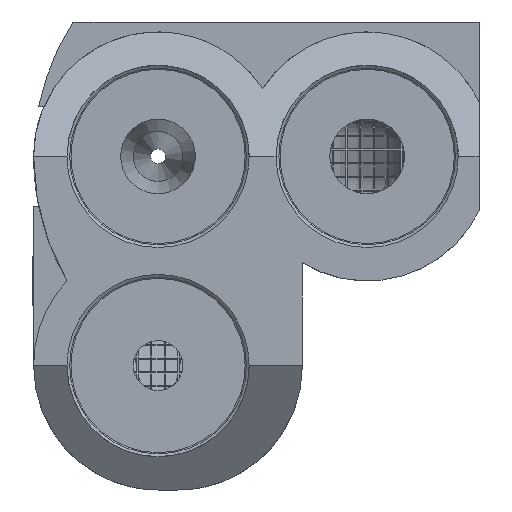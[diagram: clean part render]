
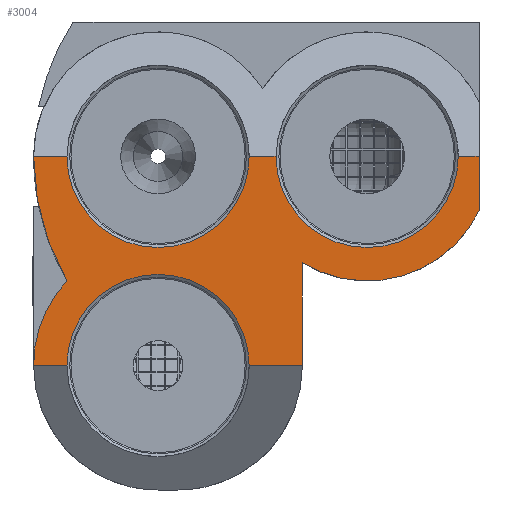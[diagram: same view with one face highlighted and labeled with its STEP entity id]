
A CAD part, front view. The second image highlights one B-rep face of the part: STEP entity #3004.
In plain terms, the highlighted planar face has unit normal (0, -1, 0).
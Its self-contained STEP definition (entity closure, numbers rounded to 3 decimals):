
#206=FACE_OUTER_BOUND('',#3893,.T.);
#706=LINE('',#15692,#1677);
#707=LINE('',#15694,#1678);
#708=LINE('',#15698,#1679);
#709=LINE('',#15700,#1680);
#710=LINE('',#15701,#1681);
#711=LINE('',#15702,#1682);
#712=LINE('',#15708,#1683);
#1677=VECTOR('',#12195,1.);
#1678=VECTOR('',#12196,1.);
#1679=VECTOR('',#12199,1.);
#1680=VECTOR('',#12200,1.);
#1681=VECTOR('',#12201,1.);
#1682=VECTOR('',#12202,1.);
#1683=VECTOR('',#12207,1.);
#2626=PLANE('',#11175);
#3004=ADVANCED_FACE('',(#206),#2626,.T.);
#3893=EDGE_LOOP('',(#5233,#5234,#5235,#5236,#5237,#5238,#5239,#5240,#5241,
#5242,#5243,#5244,#5245));
#4608=CIRCLE('',#11037,0.183);
#4617=CIRCLE('',#11051,0.183);
#4621=CIRCLE('',#11058,0.183);
#4713=CIRCLE('',#11172,0.25);
#4714=CIRCLE('',#11173,0.5);
#4715=CIRCLE('',#11174,0.25);
#5233=ORIENTED_EDGE('',*,*,#9425,.F.);
#5234=ORIENTED_EDGE('',*,*,#9426,.F.);
#5235=ORIENTED_EDGE('',*,*,#9427,.T.);
#5236=ORIENTED_EDGE('',*,*,#9428,.F.);
#5237=ORIENTED_EDGE('',*,*,#9429,.T.);
#5238=ORIENTED_EDGE('',*,*,#9193,.F.);
#5239=ORIENTED_EDGE('',*,*,#9430,.T.);
#5240=ORIENTED_EDGE('',*,*,#9203,.F.);
#5241=ORIENTED_EDGE('',*,*,#9431,.T.);
#5242=ORIENTED_EDGE('',*,*,#9432,.T.);
#5243=ORIENTED_EDGE('',*,*,#9433,.T.);
#5244=ORIENTED_EDGE('',*,*,#9434,.F.);
#5245=ORIENTED_EDGE('',*,*,#9208,.F.);
#8159=VERTEX_POINT('',#14724);
#8160=VERTEX_POINT('',#14725);
#8169=VERTEX_POINT('',#14748);
#8170=VERTEX_POINT('',#14749);
#8174=VERTEX_POINT('',#14760);
#8175=VERTEX_POINT('',#14761);
#8363=VERTEX_POINT('',#15693);
#8364=VERTEX_POINT('',#15695);
#8365=VERTEX_POINT('',#15697);
#8366=VERTEX_POINT('',#15699);
#8367=VERTEX_POINT('',#15703);
#8368=VERTEX_POINT('',#15705);
#8369=VERTEX_POINT('',#15707);
#9193=EDGE_CURVE('',#8159,#8160,#4608,.T.);
#9203=EDGE_CURVE('',#8169,#8170,#4617,.T.);
#9208=EDGE_CURVE('',#8174,#8175,#4621,.T.);
#9425=EDGE_CURVE('',#8363,#8174,#706,.T.);
#9426=EDGE_CURVE('',#8364,#8363,#707,.T.);
#9427=EDGE_CURVE('',#8364,#8365,#4713,.T.);
#9428=EDGE_CURVE('',#8366,#8365,#708,.T.);
#9429=EDGE_CURVE('',#8366,#8160,#709,.T.);
#9430=EDGE_CURVE('',#8159,#8170,#710,.T.);
#9431=EDGE_CURVE('',#8169,#8367,#711,.T.);
#9432=EDGE_CURVE('',#8367,#8368,#4714,.T.);
#9433=EDGE_CURVE('',#8368,#8369,#4715,.T.);
#9434=EDGE_CURVE('',#8175,#8369,#712,.T.);
#11037=AXIS2_PLACEMENT_3D('',#14723,#11897,#11898);
#11051=AXIS2_PLACEMENT_3D('',#14747,#11925,#11926);
#11058=AXIS2_PLACEMENT_3D('',#14759,#11939,#11940);
#11172=AXIS2_PLACEMENT_3D('',#15696,#12197,#12198);
#11173=AXIS2_PLACEMENT_3D('',#15704,#12203,#12204);
#11174=AXIS2_PLACEMENT_3D('',#15706,#12205,#12206);
#11175=AXIS2_PLACEMENT_3D('',#15709,#12208,#12209);
#11897=DIRECTION('',(0.,-1.,0.));
#11898=DIRECTION('',(1.,0.,0.));
#11925=DIRECTION('',(0.,-1.,0.));
#11926=DIRECTION('',(1.,0.,0.));
#11939=DIRECTION('',(0.,-1.,0.));
#11940=DIRECTION('',(1.,0.,0.));
#12195=DIRECTION('',(-1.,0.,0.));
#12196=DIRECTION('',(0.,0.,-1.));
#12197=DIRECTION('',(0.,-1.,0.));
#12198=DIRECTION('',(1.,0.,0.));
#12199=DIRECTION('',(0.,0.,-1.));
#12200=DIRECTION('',(-1.,0.,0.));
#12201=DIRECTION('',(-1.,0.,0.));
#12202=DIRECTION('',(-1.,0.,0.));
#12203=DIRECTION('',(0.,-1.,0.));
#12204=DIRECTION('',(1.,0.,0.));
#12205=DIRECTION('',(0.,-1.,0.));
#12206=DIRECTION('',(1.,0.,0.));
#12207=DIRECTION('',(-1.,0.,0.));
#12208=DIRECTION('',(0.,-1.,0.));
#12209=DIRECTION('',(0.,0.,-1.));
#14723=CARTESIAN_POINT('',(0.17,-0.966,0.));
#14724=CARTESIAN_POINT('',(-0.013,-0.966,0.));
#14725=CARTESIAN_POINT('',(0.353,-0.966,0.));
#14747=CARTESIAN_POINT('',(-0.25,-0.966,0.));
#14748=CARTESIAN_POINT('',(-0.433,-0.966,0.));
#14749=CARTESIAN_POINT('',(-0.067,-0.966,0.));
#14759=CARTESIAN_POINT('',(-0.25,-0.966,-0.42));
#14760=CARTESIAN_POINT('',(-0.067,-0.966,-0.42));
#14761=CARTESIAN_POINT('',(-0.433,-0.966,-0.42));
#15692=CARTESIAN_POINT('',(0.485,-0.966,-0.42));
#15693=CARTESIAN_POINT('',(0.04,-0.966,-0.42));
#15694=CARTESIAN_POINT('',(0.04,-0.966,-0.214));
#15695=CARTESIAN_POINT('',(0.04,-0.966,-0.214));
#15696=CARTESIAN_POINT('',(0.17,-0.966,0.));
#15697=CARTESIAN_POINT('',(0.395,-0.966,-0.109));
#15698=CARTESIAN_POINT('',(0.395,-0.966,0.818));
#15699=CARTESIAN_POINT('',(0.395,-0.966,0.));
#15700=CARTESIAN_POINT('',(0.485,-0.966,0.));
#15701=CARTESIAN_POINT('',(0.485,-0.966,0.));
#15702=CARTESIAN_POINT('',(0.485,-0.966,0.));
#15703=CARTESIAN_POINT('',(-0.5,-0.966,0.));
#15704=CARTESIAN_POINT('',(0.,-0.966,0.));
#15705=CARTESIAN_POINT('',(-0.433,-0.966,-0.25));
#15706=CARTESIAN_POINT('',(-0.25,-0.966,-0.42));
#15707=CARTESIAN_POINT('',(-0.5,-0.966,-0.42));
#15708=CARTESIAN_POINT('',(0.485,-0.966,-0.42));
#15709=CARTESIAN_POINT('',(0.,-0.966,0.));
